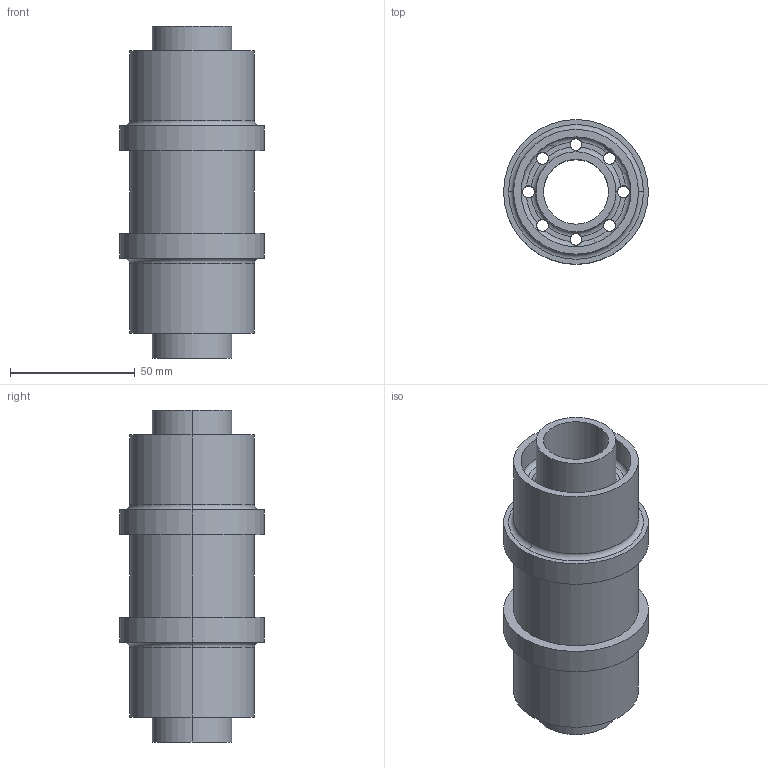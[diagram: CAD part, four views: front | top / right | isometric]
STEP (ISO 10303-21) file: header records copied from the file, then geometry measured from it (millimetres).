
FILE_DESCRIPTION (( 'STEP AP203' ), '1' );
FILE_NAME ('--7879211.STEP', '2015-03-20T18:06:52', ( 'enduser' ), ( '' ), 'SwSTEP 2.0', 'SolidWorks 2014', '' );
FILE_SCHEMA (( 'CONFIG_CONTROL_DESIGN' ));
Length unit declared in the file: millimetre
Products named in the file (1): --7879211
Bounding box: 58 x 58 x 133 mm (x, y, z)
Volume: 152353.8 mm3; surface area: 52019.5 mm2
Topology: 1 solids, 1 shells, 72 faces, 220 edges, 140 vertices
Faces by surface type: cylinder 36, plane 24, torus 12
Entity records: 3249 total; most frequent: CARTESIAN_POINT 1169, ORIENTED_EDGE 440, DIRECTION 438, EDGE_CURVE 220, AXIS2_PLACEMENT_3D 201, VERTEX_POINT 140, CIRCLE 128, EDGE_LOOP 80
